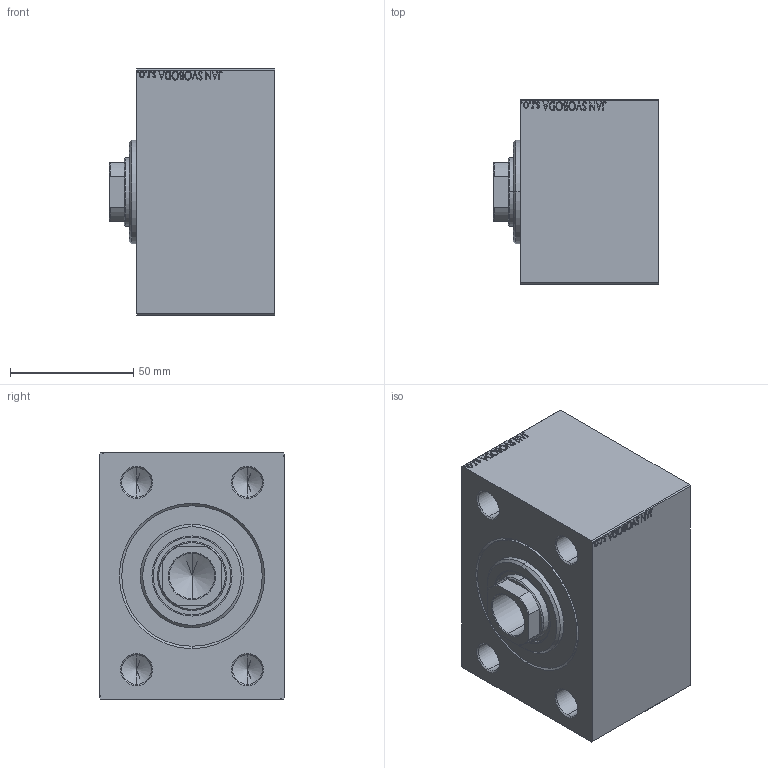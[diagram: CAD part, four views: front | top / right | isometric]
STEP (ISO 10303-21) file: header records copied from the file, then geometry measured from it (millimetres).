
FILE_DESCRIPTION (( 'STEP AP203' ), '1' );
FILE_NAME ('c1ca.STEP', '2021-11-01T23:44:25', ( '' ), ( '' ), 'SwSTEP 2.0', 'SolidWorks 2019', '' );
FILE_SCHEMA (( 'CONFIG_CONTROL_DESIGN' ));
Length unit declared in the file: millimetre
Products named in the file (4): c1ca; V450CM_B 31b50fa04ae38301948d6d38aa1cb0ab; V450CM_VC_B 31b50fa04ae38301948d6d38aa1cb0ab; V450CM_B_VCP 31b50fa04ae38301948d6d38aa1cb0ab
Assembly tree (3 placements, depth 2):
  c1ca
    V450CM_B 31b50fa04ae38301948d6d38aa1cb0ab
    V450CM_B_VCP 31b50fa04ae38301948d6d38aa1cb0ab
    V450CM_VC_B 31b50fa04ae38301948d6d38aa1cb0ab
Bounding box: 67 x 75 x 100 mm (x, y, z)
Volume: 387591.4 mm3; surface area: 71156.7 mm2
Topology: 3 solids, 3 shells, 875 faces, 2244 edges, 1470 vertices
Faces by surface type: plane 400, bspline 380, cylinder 49, cone 46
Entity records: 44229 total; most frequent: CARTESIAN_POINT 25185, ORIENTED_EDGE 4452, DIRECTION 2581, EDGE_CURVE 2226, VERTEX_POINT 1470, VECTOR 1325, LINE 1325, EDGE_LOOP 990
